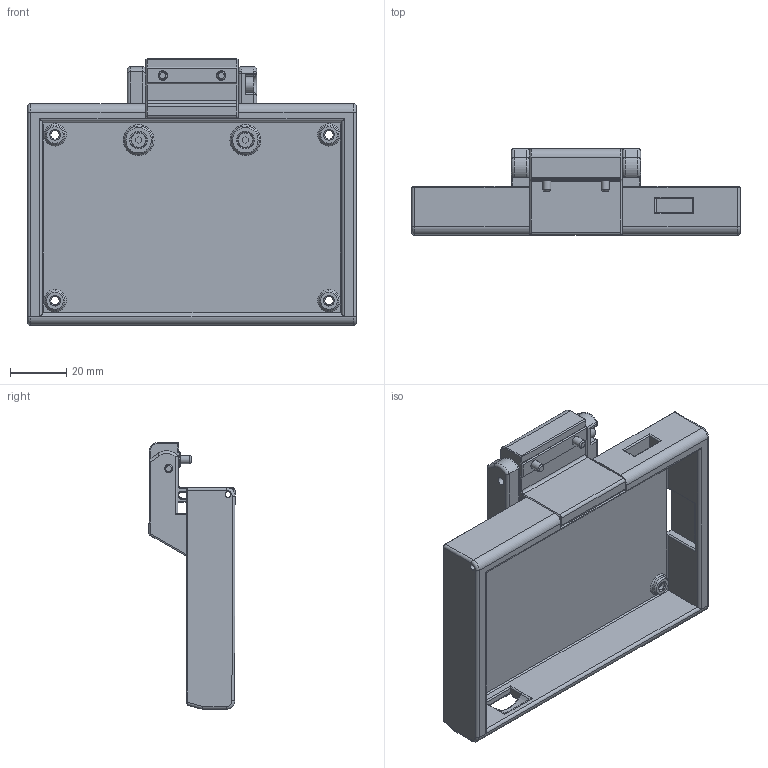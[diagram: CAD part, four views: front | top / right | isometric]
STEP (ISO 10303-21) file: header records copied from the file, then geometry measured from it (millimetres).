
FILE_DESCRIPTION(/* description */ (''),/* implementation_level */ '2;1');
FILE_NAME(/* name */ 'BTT PITFT43 LCD Mount v8.step',/* time_stamp */ '2022-02-14T17:07:59-08:00',/* author */ (''),/* organization */ (''),/* preprocessor_version */ 'ST-DEVELOPER v18.1',/* originating_system */ 'Autodesk Translation Framework v10.13.0.1454',/* authorisation */ '');
FILE_SCHEMA (('AUTOMOTIVE_DESIGN { 1 0 10303 214 3 1 1 }'));
Length unit declared in the file: millimetre
Products named in the file (13): BTT PITFT43 LCD Mount; LCD Case Front; LCD Case Hinge; M3x40 SHCS; M3x12 SHCS ; LCD Case Rear Brace; M3x12 SHCS (12); M3x12 SHCS (34); M3x12 SHCS (33); M3x12 SHCS (32); M3x12 SHCS; M3 Threaded Insert; M3x12 FHCS
Assembly tree (15 placements, depth 3):
  BTT PITFT43 LCD Mount
    LCD Case Front
    LCD Case Hinge
      M3x40 SHCS
      M3x12 SHCS 
      M3x12 SHCS
    LCD Case Rear Brace
      M3x12 SHCS (12)
      M3x12 SHCS (34)
      M3x12 SHCS (33)
      M3x12 SHCS (32)
    M3 Threaded Insert  x2
    M3x12 SHCS
    M3x12 FHCS  x2
Bounding box: 117 x 30.62 x 94.9 mm (x, y, z)
Volume: 53726.7 mm3; surface area: 43443.3 mm2
Topology: 11 solids, 11 shells, 726 faces, 1801 edges, 1120 vertices
Faces by surface type: plane 229, cylinder 200, bspline 170, cone 112, torus 11, sphere 4
Full cylindrical faces by diameter (mm): 2.1 x2, 2.2 x1, 2.8 x2, 2.9 x3, 3 x10, 3.3 x2, 3.4 x2, 3.5 x1, 4.2 x2, 4.25 x2, 4.5 x4, 4.6 x2, 4.7 x2, 5.5 x6, 6 x2, 7 x4, 10 x2
Entity records: 19705 total; most frequent: CARTESIAN_POINT 5881, DIRECTION 2837, ORIENTED_EDGE 2800, EDGE_CURVE 1400, AXIS2_PLACEMENT_3D 1083, VERTEX_POINT 854, LINE 671, VECTOR 671
